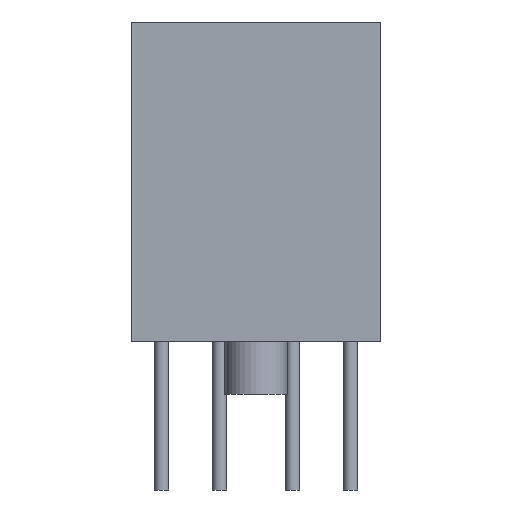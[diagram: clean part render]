
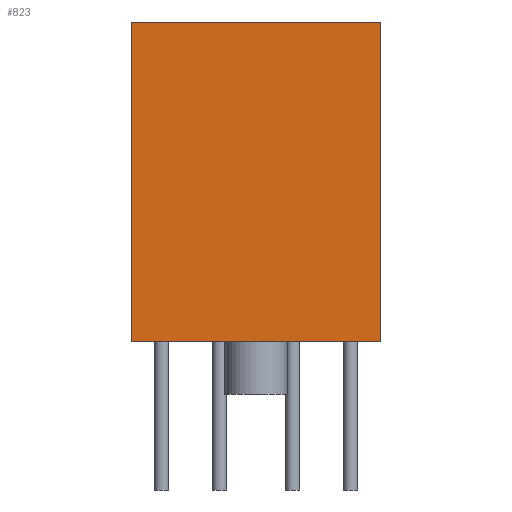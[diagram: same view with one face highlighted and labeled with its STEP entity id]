
A CAD part, left-side view. The second image highlights one B-rep face of the part: STEP entity #823.
In plain terms, the highlighted planar face has unit normal (-1, 0, 0).
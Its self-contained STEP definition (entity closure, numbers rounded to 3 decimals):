
#560 = EDGE_CURVE('',#561,#563,#565,.T.);
#561 = VERTEX_POINT('',#562);
#562 = CARTESIAN_POINT('',(-19.8,4.3,0.));
#563 = VERTEX_POINT('',#564);
#564 = CARTESIAN_POINT('',(-19.8,4.3,11.));
#565 = SURFACE_CURVE('',#566,(#570,#582),.PCURVE_S1.);
#566 = LINE('',#567,#568);
#567 = CARTESIAN_POINT('',(-19.8,4.3,0.));
#568 = VECTOR('',#569,1.);
#569 = DIRECTION('',(0.,0.,1.));
#570 = PCURVE('',#571,#576);
#571 = PLANE('',#572);
#572 = AXIS2_PLACEMENT_3D('',#573,#574,#575);
#573 = CARTESIAN_POINT('',(-19.8,4.3,0.));
#574 = DIRECTION('',(0.,1.,0.));
#575 = DIRECTION('',(1.,0.,0.));
#576 = DEFINITIONAL_REPRESENTATION('',(#577),#581);
#577 = LINE('',#578,#579);
#578 = CARTESIAN_POINT('',(0.,0.));
#579 = VECTOR('',#580,1.);
#580 = DIRECTION('',(0.,-1.));
#581 = ( GEOMETRIC_REPRESENTATION_CONTEXT(2) 
PARAMETRIC_REPRESENTATION_CONTEXT() REPRESENTATION_CONTEXT('2D SPACE',''
  ) );
#582 = PCURVE('',#583,#588);
#583 = PLANE('',#584);
#584 = AXIS2_PLACEMENT_3D('',#585,#586,#587);
#585 = CARTESIAN_POINT('',(-19.8,-4.3,0.));
#586 = DIRECTION('',(-1.,0.,0.));
#587 = DIRECTION('',(0.,1.,0.));
#588 = DEFINITIONAL_REPRESENTATION('',(#589),#593);
#589 = LINE('',#590,#591);
#590 = CARTESIAN_POINT('',(8.6,0.));
#591 = VECTOR('',#592,1.);
#592 = DIRECTION('',(0.,-1.));
#593 = ( GEOMETRIC_REPRESENTATION_CONTEXT(2) 
PARAMETRIC_REPRESENTATION_CONTEXT() REPRESENTATION_CONTEXT('2D SPACE',''
  ) );
#611 = PLANE('',#612);
#612 = AXIS2_PLACEMENT_3D('',#613,#614,#615);
#613 = CARTESIAN_POINT('',(-0.3,0.,11.));
#614 = DIRECTION('',(-0.,-0.,-1.));
#615 = DIRECTION('',(-1.,0.,0.));
#665 = PLANE('',#666);
#666 = AXIS2_PLACEMENT_3D('',#667,#668,#669);
#667 = CARTESIAN_POINT('',(-0.3,0.,0.));
#668 = DIRECTION('',(-0.,-0.,-1.));
#669 = DIRECTION('',(-1.,0.,0.));
#720 = PLANE('',#721);
#721 = AXIS2_PLACEMENT_3D('',#722,#723,#724);
#722 = CARTESIAN_POINT('',(19.2,-4.3,0.));
#723 = DIRECTION('',(0.,-1.,0.));
#724 = DIRECTION('',(-1.,0.,0.));
#758 = VERTEX_POINT('',#759);
#759 = CARTESIAN_POINT('',(-19.8,-4.3,11.));
#780 = EDGE_CURVE('',#781,#758,#783,.T.);
#781 = VERTEX_POINT('',#782);
#782 = CARTESIAN_POINT('',(-19.8,-4.3,0.));
#783 = SURFACE_CURVE('',#784,(#788,#795),.PCURVE_S1.);
#784 = LINE('',#785,#786);
#785 = CARTESIAN_POINT('',(-19.8,-4.3,0.));
#786 = VECTOR('',#787,1.);
#787 = DIRECTION('',(0.,0.,1.));
#788 = PCURVE('',#720,#789);
#789 = DEFINITIONAL_REPRESENTATION('',(#790),#794);
#790 = LINE('',#791,#792);
#791 = CARTESIAN_POINT('',(39.,0.));
#792 = VECTOR('',#793,1.);
#793 = DIRECTION('',(0.,-1.));
#794 = ( GEOMETRIC_REPRESENTATION_CONTEXT(2) 
PARAMETRIC_REPRESENTATION_CONTEXT() REPRESENTATION_CONTEXT('2D SPACE',''
  ) );
#795 = PCURVE('',#583,#796);
#796 = DEFINITIONAL_REPRESENTATION('',(#797),#801);
#797 = LINE('',#798,#799);
#798 = CARTESIAN_POINT('',(0.,0.));
#799 = VECTOR('',#800,1.);
#800 = DIRECTION('',(0.,-1.));
#801 = ( GEOMETRIC_REPRESENTATION_CONTEXT(2) 
PARAMETRIC_REPRESENTATION_CONTEXT() REPRESENTATION_CONTEXT('2D SPACE',''
  ) );
#823 = ADVANCED_FACE('',(#824),#583,.T.);
#824 = FACE_BOUND('',#825,.T.);
#825 = EDGE_LOOP('',(#826,#827,#848,#849));
#826 = ORIENTED_EDGE('',*,*,#780,.T.);
#827 = ORIENTED_EDGE('',*,*,#828,.T.);
#828 = EDGE_CURVE('',#758,#563,#829,.T.);
#829 = SURFACE_CURVE('',#830,(#834,#841),.PCURVE_S1.);
#830 = LINE('',#831,#832);
#831 = CARTESIAN_POINT('',(-19.8,-4.3,11.));
#832 = VECTOR('',#833,1.);
#833 = DIRECTION('',(0.,1.,0.));
#834 = PCURVE('',#583,#835);
#835 = DEFINITIONAL_REPRESENTATION('',(#836),#840);
#836 = LINE('',#837,#838);
#837 = CARTESIAN_POINT('',(0.,-11.));
#838 = VECTOR('',#839,1.);
#839 = DIRECTION('',(1.,0.));
#840 = ( GEOMETRIC_REPRESENTATION_CONTEXT(2) 
PARAMETRIC_REPRESENTATION_CONTEXT() REPRESENTATION_CONTEXT('2D SPACE',''
  ) );
#841 = PCURVE('',#611,#842);
#842 = DEFINITIONAL_REPRESENTATION('',(#843),#847);
#843 = LINE('',#844,#845);
#844 = CARTESIAN_POINT('',(19.5,-4.3));
#845 = VECTOR('',#846,1.);
#846 = DIRECTION('',(0.,1.));
#847 = ( GEOMETRIC_REPRESENTATION_CONTEXT(2) 
PARAMETRIC_REPRESENTATION_CONTEXT() REPRESENTATION_CONTEXT('2D SPACE',''
  ) );
#848 = ORIENTED_EDGE('',*,*,#560,.F.);
#849 = ORIENTED_EDGE('',*,*,#850,.F.);
#850 = EDGE_CURVE('',#781,#561,#851,.T.);
#851 = SURFACE_CURVE('',#852,(#856,#863),.PCURVE_S1.);
#852 = LINE('',#853,#854);
#853 = CARTESIAN_POINT('',(-19.8,-4.3,0.));
#854 = VECTOR('',#855,1.);
#855 = DIRECTION('',(0.,1.,0.));
#856 = PCURVE('',#583,#857);
#857 = DEFINITIONAL_REPRESENTATION('',(#858),#862);
#858 = LINE('',#859,#860);
#859 = CARTESIAN_POINT('',(0.,0.));
#860 = VECTOR('',#861,1.);
#861 = DIRECTION('',(1.,0.));
#862 = ( GEOMETRIC_REPRESENTATION_CONTEXT(2) 
PARAMETRIC_REPRESENTATION_CONTEXT() REPRESENTATION_CONTEXT('2D SPACE',''
  ) );
#863 = PCURVE('',#665,#864);
#864 = DEFINITIONAL_REPRESENTATION('',(#865),#869);
#865 = LINE('',#866,#867);
#866 = CARTESIAN_POINT('',(19.5,-4.3));
#867 = VECTOR('',#868,1.);
#868 = DIRECTION('',(0.,1.));
#869 = ( GEOMETRIC_REPRESENTATION_CONTEXT(2) 
PARAMETRIC_REPRESENTATION_CONTEXT() REPRESENTATION_CONTEXT('2D SPACE',''
  ) );
